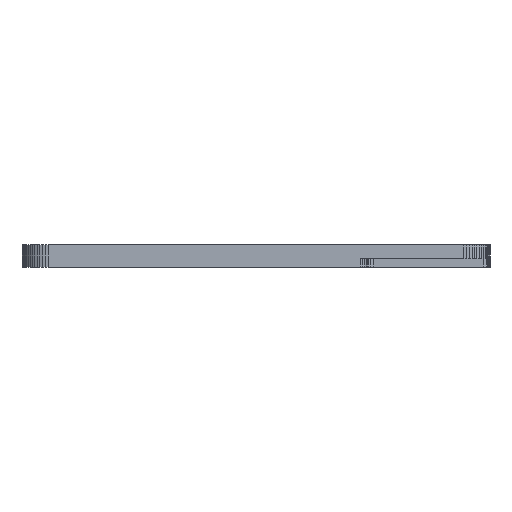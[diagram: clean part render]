
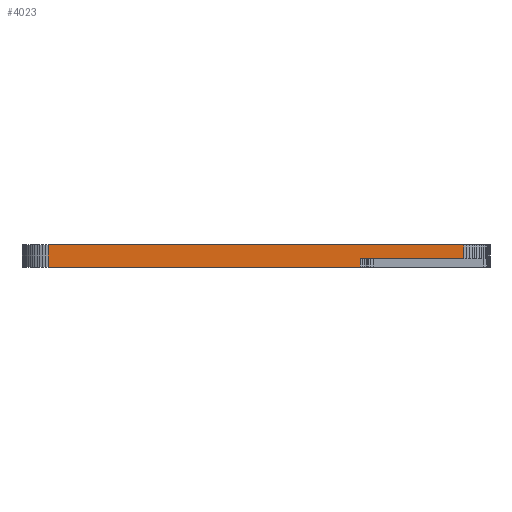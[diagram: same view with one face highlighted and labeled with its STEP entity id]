
A CAD part, left-side view. The second image highlights one B-rep face of the part: STEP entity #4023.
In plain terms, the highlighted planar face has unit normal (-1, 0, 0).
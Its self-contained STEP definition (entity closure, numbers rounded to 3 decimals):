
#2301 = VERTEX_POINT('',#2302);
#2302 = CARTESIAN_POINT('',(-27.,-17.014,0.15));
#2308 = EDGE_CURVE('',#2301,#2309,#2311,.T.);
#2309 = VERTEX_POINT('',#2310);
#2310 = CARTESIAN_POINT('',(-27.,7.,0.15));
#2311 = LINE('',#2312,#2313);
#2312 = CARTESIAN_POINT('',(-27.,-17.014,0.15));
#2313 = VECTOR('',#2314,1.);
#2314 = DIRECTION('',(0.,1.,0.));
#3171 = VERTEX_POINT('',#3172);
#3172 = CARTESIAN_POINT('',(-27.,-25.,0.8));
#3178 = EDGE_CURVE('',#3171,#3179,#3181,.T.);
#3179 = VERTEX_POINT('',#3180);
#3180 = CARTESIAN_POINT('',(-27.,-17.014,0.8));
#3181 = LINE('',#3182,#3183);
#3182 = CARTESIAN_POINT('',(-27.,-25.,0.8));
#3183 = VECTOR('',#3184,1.);
#3184 = DIRECTION('',(0.,1.,0.));
#3463 = EDGE_CURVE('',#3179,#2301,#3464,.T.);
#3464 = LINE('',#3465,#3466);
#3465 = CARTESIAN_POINT('',(-27.,-17.014,0.8));
#3466 = VECTOR('',#3467,1.);
#3467 = DIRECTION('',(0.,0.,-1.));
#3944 = VERTEX_POINT('',#3945);
#3945 = CARTESIAN_POINT('',(-27.,-25.,1.855));
#3951 = EDGE_CURVE('',#3944,#3171,#3952,.T.);
#3952 = LINE('',#3953,#3954);
#3953 = CARTESIAN_POINT('',(-27.,-25.,1.855));
#3954 = VECTOR('',#3955,1.);
#3955 = DIRECTION('',(0.,0.,-1.));
#3966 = EDGE_CURVE('',#2309,#3967,#3969,.T.);
#3967 = VERTEX_POINT('',#3968);
#3968 = CARTESIAN_POINT('',(-27.,7.,1.855));
#3969 = LINE('',#3970,#3971);
#3970 = CARTESIAN_POINT('',(-27.,7.,0.15));
#3971 = VECTOR('',#3972,1.);
#3972 = DIRECTION('',(0.,0.,1.));
#4023 = ADVANCED_FACE('',(#4024),#4037,.T.);
#4024 = FACE_BOUND('',#4025,.T.);
#4025 = EDGE_LOOP('',(#4026,#4027,#4028,#4029,#4035,#4036));
#4026 = ORIENTED_EDGE('',*,*,#3463,.F.);
#4027 = ORIENTED_EDGE('',*,*,#3178,.F.);
#4028 = ORIENTED_EDGE('',*,*,#3951,.F.);
#4029 = ORIENTED_EDGE('',*,*,#4030,.T.);
#4030 = EDGE_CURVE('',#3944,#3967,#4031,.T.);
#4031 = LINE('',#4032,#4033);
#4032 = CARTESIAN_POINT('',(-27.,-25.,1.855));
#4033 = VECTOR('',#4034,1.);
#4034 = DIRECTION('',(0.,1.,0.));
#4035 = ORIENTED_EDGE('',*,*,#3966,.F.);
#4036 = ORIENTED_EDGE('',*,*,#2308,.F.);
#4037 = PLANE('',#4038);
#4038 = AXIS2_PLACEMENT_3D('',#4039,#4040,#4041);
#4039 = CARTESIAN_POINT('',(-27.,-8.923,1.08));
#4040 = DIRECTION('',(-1.,-0.,-0.));
#4041 = DIRECTION('',(0.,0.,-1.));
